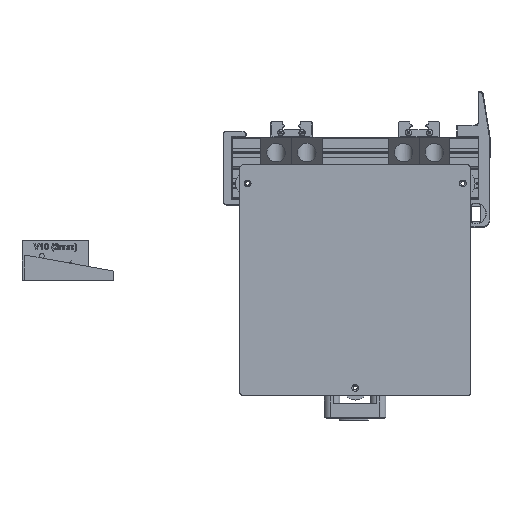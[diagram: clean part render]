
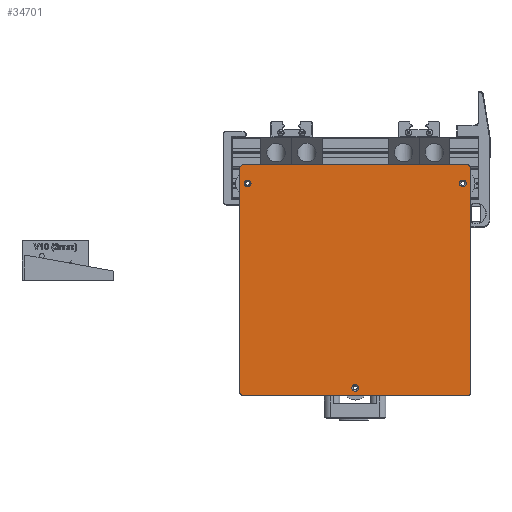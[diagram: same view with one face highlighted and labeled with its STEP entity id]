
A CAD part, top view. The second image highlights one B-rep face of the part: STEP entity #34701.
In plain terms, the highlighted planar face has unit normal (0, 0, 1).
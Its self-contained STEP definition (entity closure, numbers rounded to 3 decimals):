
#2760=FACE_BOUND('',#5842,.T.);
#2761=FACE_BOUND('',#5843,.T.);
#2762=FACE_BOUND('',#5844,.T.);
#2921=PLANE('',#36764);
#3916=FACE_OUTER_BOUND('',#5841,.T.);
#5841=EDGE_LOOP('',(#23922,#23923,#23924,#23925,#23926,#23927,#23928,#23929));
#5842=EDGE_LOOP('',(#23930));
#5843=EDGE_LOOP('',(#23931));
#5844=EDGE_LOOP('',(#23932));
#7908=LINE('',#45900,#11197);
#7914=LINE('',#45927,#11203);
#7924=LINE('',#45962,#11213);
#7925=LINE('',#45964,#11214);
#11197=VECTOR('',#38701,10.);
#11203=VECTOR('',#38727,10.);
#11213=VECTOR('',#38771,10.);
#11214=VECTOR('',#38774,10.);
#14482=CIRCLE('',#36733,2.);
#14490=CIRCLE('',#36744,2.);
#14491=CIRCLE('',#36747,2.);
#14492=CIRCLE('',#36749,2.);
#14493=CIRCLE('',#36751,2.2);
#14495=CIRCLE('',#36755,2.2);
#14497=CIRCLE('',#36759,2.2);
#15042=VERTEX_POINT('',#45887);
#15043=VERTEX_POINT('',#45888);
#15047=VERTEX_POINT('',#45898);
#15056=VERTEX_POINT('',#45920);
#15057=VERTEX_POINT('',#45921);
#15058=VERTEX_POINT('',#45926);
#15059=VERTEX_POINT('',#45930);
#15060=VERTEX_POINT('',#45934);
#15061=VERTEX_POINT('',#45938);
#15063=VERTEX_POINT('',#45946);
#15065=VERTEX_POINT('',#45954);
#18543=EDGE_CURVE('',#15042,#15043,#14482,.T.);
#18549=EDGE_CURVE('',#15042,#15047,#7908,.T.);
#18559=EDGE_CURVE('',#15056,#15057,#14490,.T.);
#18562=EDGE_CURVE('',#15058,#15057,#7914,.T.);
#18564=EDGE_CURVE('',#15058,#15059,#14491,.T.);
#18566=EDGE_CURVE('',#15060,#15047,#14492,.T.);
#18568=EDGE_CURVE('',#15061,#15061,#14493,.T.);
#18572=EDGE_CURVE('',#15063,#15063,#14495,.T.);
#18576=EDGE_CURVE('',#15065,#15065,#14497,.T.);
#18580=EDGE_CURVE('',#15056,#15043,#7924,.T.);
#18581=EDGE_CURVE('',#15060,#15059,#7925,.T.);
#23922=ORIENTED_EDGE('',*,*,#18543,.F.);
#23923=ORIENTED_EDGE('',*,*,#18549,.T.);
#23924=ORIENTED_EDGE('',*,*,#18566,.F.);
#23925=ORIENTED_EDGE('',*,*,#18581,.T.);
#23926=ORIENTED_EDGE('',*,*,#18564,.F.);
#23927=ORIENTED_EDGE('',*,*,#18562,.T.);
#23928=ORIENTED_EDGE('',*,*,#18559,.F.);
#23929=ORIENTED_EDGE('',*,*,#18580,.T.);
#23930=ORIENTED_EDGE('',*,*,#18568,.T.);
#23931=ORIENTED_EDGE('',*,*,#18572,.T.);
#23932=ORIENTED_EDGE('',*,*,#18576,.T.);
#34701=ADVANCED_FACE('',(#3916,#2760,#2761,#2762),#2921,.T.);
#36733=AXIS2_PLACEMENT_3D('',#45889,#38691,#38692);
#36744=AXIS2_PLACEMENT_3D('',#45922,#38721,#38722);
#36747=AXIS2_PLACEMENT_3D('',#45931,#38731,#38732);
#36749=AXIS2_PLACEMENT_3D('',#45935,#38736,#38737);
#36751=AXIS2_PLACEMENT_3D('',#45939,#38741,#38742);
#36755=AXIS2_PLACEMENT_3D('',#45947,#38751,#38752);
#36759=AXIS2_PLACEMENT_3D('',#45955,#38761,#38762);
#36764=AXIS2_PLACEMENT_3D('',#45965,#38775,#38776);
#38691=DIRECTION('center_axis',(0.,0.,-1.));
#38692=DIRECTION('ref_axis',(0.707,0.707,0.));
#38701=DIRECTION('',(-1.,0.,0.));
#38721=DIRECTION('center_axis',(0.,0.,-1.));
#38722=DIRECTION('ref_axis',(0.707,-0.707,0.));
#38727=DIRECTION('',(1.,0.,0.));
#38731=DIRECTION('center_axis',(0.,0.,-1.));
#38732=DIRECTION('ref_axis',(-0.707,-0.707,0.));
#38736=DIRECTION('center_axis',(0.,0.,-1.));
#38737=DIRECTION('ref_axis',(-0.707,0.707,0.));
#38741=DIRECTION('center_axis',(0.,0.,-1.));
#38742=DIRECTION('ref_axis',(1.,0.,0.));
#38751=DIRECTION('center_axis',(0.,0.,-1.));
#38752=DIRECTION('ref_axis',(1.,0.,0.));
#38761=DIRECTION('center_axis',(0.,0.,-1.));
#38762=DIRECTION('ref_axis',(1.,0.,0.));
#38771=DIRECTION('',(0.,1.,0.));
#38774=DIRECTION('',(0.,-1.,0.));
#38775=DIRECTION('center_axis',(0.,0.,1.));
#38776=DIRECTION('ref_axis',(1.,0.,0.));
#45887=CARTESIAN_POINT('',(73.,75.,6.));
#45888=CARTESIAN_POINT('',(75.,73.,6.));
#45889=CARTESIAN_POINT('Origin',(73.,73.,6.));
#45898=CARTESIAN_POINT('',(-73.,75.,6.));
#45900=CARTESIAN_POINT('',(-75.,75.,6.));
#45920=CARTESIAN_POINT('',(75.,-73.,6.));
#45921=CARTESIAN_POINT('',(73.,-75.,6.));
#45922=CARTESIAN_POINT('Origin',(73.,-73.,6.));
#45926=CARTESIAN_POINT('',(-73.,-75.,6.));
#45927=CARTESIAN_POINT('',(75.,-75.,6.));
#45930=CARTESIAN_POINT('',(-75.,-73.,6.));
#45931=CARTESIAN_POINT('Origin',(-73.,-73.,6.));
#45934=CARTESIAN_POINT('',(-75.,73.,6.));
#45935=CARTESIAN_POINT('Origin',(-73.,73.,6.));
#45938=CARTESIAN_POINT('',(67.8,63.,6.));
#45939=CARTESIAN_POINT('Origin',(70.,63.,6.));
#45946=CARTESIAN_POINT('',(-72.2,63.,6.));
#45947=CARTESIAN_POINT('Origin',(-70.,63.,6.));
#45954=CARTESIAN_POINT('',(-2.2,-70.,6.));
#45955=CARTESIAN_POINT('Origin',(0.,-70.,
6.));
#45962=CARTESIAN_POINT('',(75.,75.,6.));
#45964=CARTESIAN_POINT('',(-75.,-75.,6.));
#45965=CARTESIAN_POINT('Origin',(0.,0.,
6.));
